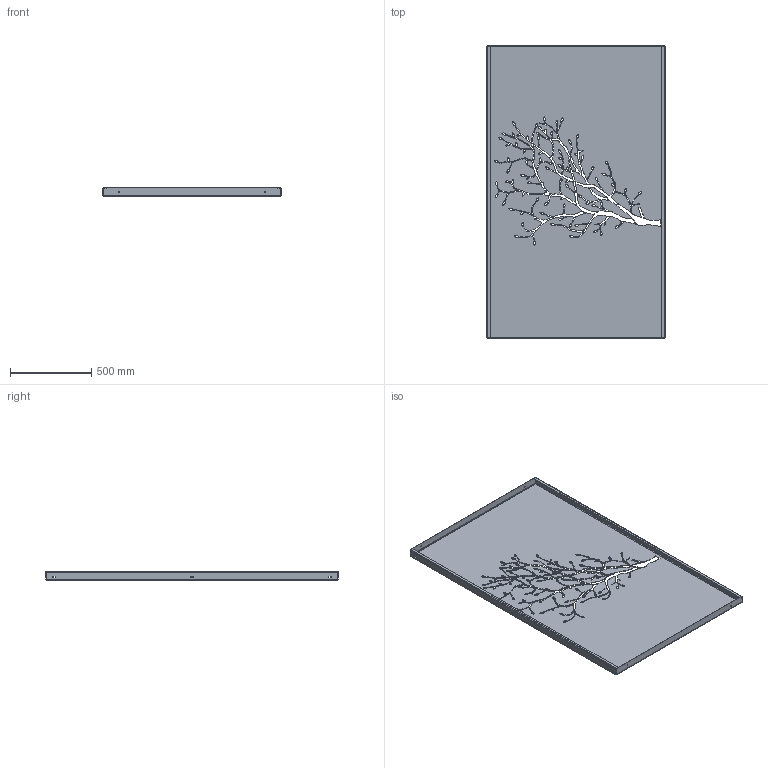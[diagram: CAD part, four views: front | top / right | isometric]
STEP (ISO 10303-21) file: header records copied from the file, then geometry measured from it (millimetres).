
FILE_DESCRIPTION (( 'STEP AP203' ), '1' );
FILE_NAME ('APN08.STEP', '2019-10-18T09:13:49', ( '' ), ( '' ), 'SwSTEP 2.0', 'SolidWorks 2019', '' );
FILE_SCHEMA (( 'CONFIG_CONTROL_DESIGN' ));
Products named in the file (1): APN08
Bounding box: 1100 x 1800 x 50 mm (x, y, z)
Volume: 6584802.1 mm3; surface area: 4477860 mm2
Topology: 1 solids, 1 shells, 1216 faces, 3594 edges, 2380 vertices
Faces by surface type: bspline 1102, plane 78, cylinder 36
Entity records: 53227 total; most frequent: CARTESIAN_POINT 28059, ORIENTED_EDGE 7188, EDGE_CURVE 3594, VERTEX_POINT 2380, B_SPLINE_CURVE_WITH_KNOTS 2209, DIRECTION 1671, EDGE_LOOP 1364, VECTOR 1329
